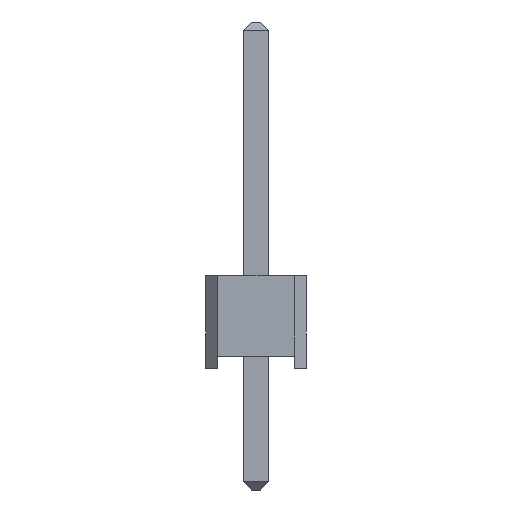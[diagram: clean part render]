
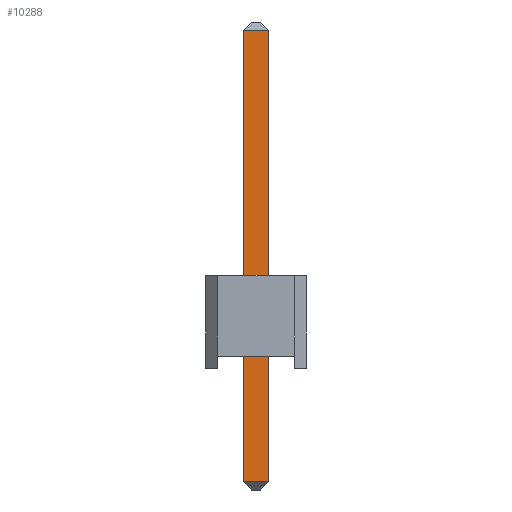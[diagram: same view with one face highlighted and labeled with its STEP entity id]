
A CAD part, left-side view. The second image highlights one B-rep face of the part: STEP entity #10288.
In plain terms, the highlighted planar face has unit normal (-1, 0, 0).
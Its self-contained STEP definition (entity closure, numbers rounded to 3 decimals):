
#9935 = PLANE('',#9936);
#9936 = AXIS2_PLACEMENT_3D('',#9937,#9938,#9939);
#9937 = CARTESIAN_POINT('',(-0.32,0.32,-3.));
#9938 = DIRECTION('',(-0.,1.,0.));
#9939 = DIRECTION('',(0.,0.,1.));
#9960 = VERTEX_POINT('',#9961);
#9961 = CARTESIAN_POINT('',(-0.32,0.32,-2.8));
#9987 = EDGE_CURVE('',#9960,#9988,#9990,.T.);
#9988 = VERTEX_POINT('',#9989);
#9989 = CARTESIAN_POINT('',(-0.32,0.32,8.34));
#9990 = SURFACE_CURVE('',#9991,(#9995,#10002),.PCURVE_S1.);
#9991 = LINE('',#9992,#9993);
#9992 = CARTESIAN_POINT('',(-0.32,0.32,-3.));
#9993 = VECTOR('',#9994,1.);
#9994 = DIRECTION('',(0.,-0.,1.));
#9995 = PCURVE('',#9935,#9996);
#9996 = DEFINITIONAL_REPRESENTATION('',(#9997),#10001);
#9997 = LINE('',#9998,#9999);
#9998 = CARTESIAN_POINT('',(0.,0.));
#9999 = VECTOR('',#10000,1.);
#10000 = DIRECTION('',(1.,0.));
#10001 = ( GEOMETRIC_REPRESENTATION_CONTEXT(2) 
PARAMETRIC_REPRESENTATION_CONTEXT() REPRESENTATION_CONTEXT('2D SPACE',''
  ) );
#10002 = PCURVE('',#10003,#10008);
#10003 = PLANE('',#10004);
#10004 = AXIS2_PLACEMENT_3D('',#10005,#10006,#10007);
#10005 = CARTESIAN_POINT('',(-0.32,-0.32,-3.));
#10006 = DIRECTION('',(-1.,0.,0.));
#10007 = DIRECTION('',(0.,0.,1.));
#10008 = DEFINITIONAL_REPRESENTATION('',(#10009),#10013);
#10009 = LINE('',#10010,#10011);
#10010 = CARTESIAN_POINT('',(0.,0.64));
#10011 = VECTOR('',#10012,1.);
#10012 = DIRECTION('',(1.,0.));
#10013 = ( GEOMETRIC_REPRESENTATION_CONTEXT(2) 
PARAMETRIC_REPRESENTATION_CONTEXT() REPRESENTATION_CONTEXT('2D SPACE',''
  ) );
#10115 = PLANE('',#10116);
#10116 = AXIS2_PLACEMENT_3D('',#10117,#10118,#10119);
#10117 = CARTESIAN_POINT('',(-0.22,-0.32,-2.9));
#10118 = DIRECTION('',(0.707,0.,0.707));
#10119 = DIRECTION('',(0.707,0.,-0.707));
#10148 = PLANE('',#10149);
#10149 = AXIS2_PLACEMENT_3D('',#10150,#10151,#10152);
#10150 = CARTESIAN_POINT('',(0.32,-0.32,-3.));
#10151 = DIRECTION('',(0.,-1.,0.));
#10152 = DIRECTION('',(0.,-0.,-1.));
#10228 = PLANE('',#10229);
#10229 = AXIS2_PLACEMENT_3D('',#10230,#10231,#10232);
#10230 = CARTESIAN_POINT('',(-0.22,-0.32,8.44));
#10231 = DIRECTION('',(-0.707,0.,0.707));
#10232 = DIRECTION('',(0.707,0.,0.707));
#10288 = ADVANCED_FACE('',(#10289),#10003,.T.);
#10289 = FACE_BOUND('',#10290,.T.);
#10290 = EDGE_LOOP('',(#10291,#10292,#10315,#10338));
#10291 = ORIENTED_EDGE('',*,*,#9987,.F.);
#10292 = ORIENTED_EDGE('',*,*,#10293,.T.);
#10293 = EDGE_CURVE('',#9960,#10294,#10296,.T.);
#10294 = VERTEX_POINT('',#10295);
#10295 = CARTESIAN_POINT('',(-0.32,-0.32,-2.8));
#10296 = SURFACE_CURVE('',#10297,(#10301,#10308),.PCURVE_S1.);
#10297 = LINE('',#10298,#10299);
#10298 = CARTESIAN_POINT('',(-0.32,-0.32,-2.8));
#10299 = VECTOR('',#10300,1.);
#10300 = DIRECTION('',(-0.,-1.,0.));
#10301 = PCURVE('',#10003,#10302);
#10302 = DEFINITIONAL_REPRESENTATION('',(#10303),#10307);
#10303 = LINE('',#10304,#10305);
#10304 = CARTESIAN_POINT('',(0.2,0.));
#10305 = VECTOR('',#10306,1.);
#10306 = DIRECTION('',(0.,-1.));
#10307 = ( GEOMETRIC_REPRESENTATION_CONTEXT(2) 
PARAMETRIC_REPRESENTATION_CONTEXT() REPRESENTATION_CONTEXT('2D SPACE',''
  ) );
#10308 = PCURVE('',#10115,#10309);
#10309 = DEFINITIONAL_REPRESENTATION('',(#10310),#10314);
#10310 = LINE('',#10311,#10312);
#10311 = CARTESIAN_POINT('',(-0.141,0.));
#10312 = VECTOR('',#10313,1.);
#10313 = DIRECTION('',(-0.,-1.));
#10314 = ( GEOMETRIC_REPRESENTATION_CONTEXT(2) 
PARAMETRIC_REPRESENTATION_CONTEXT() REPRESENTATION_CONTEXT('2D SPACE',''
  ) );
#10315 = ORIENTED_EDGE('',*,*,#10316,.T.);
#10316 = EDGE_CURVE('',#10294,#10317,#10319,.T.);
#10317 = VERTEX_POINT('',#10318);
#10318 = CARTESIAN_POINT('',(-0.32,-0.32,8.34));
#10319 = SURFACE_CURVE('',#10320,(#10324,#10331),.PCURVE_S1.);
#10320 = LINE('',#10321,#10322);
#10321 = CARTESIAN_POINT('',(-0.32,-0.32,-3.));
#10322 = VECTOR('',#10323,1.);
#10323 = DIRECTION('',(0.,0.,1.));
#10324 = PCURVE('',#10003,#10325);
#10325 = DEFINITIONAL_REPRESENTATION('',(#10326),#10330);
#10326 = LINE('',#10327,#10328);
#10327 = CARTESIAN_POINT('',(0.,0.));
#10328 = VECTOR('',#10329,1.);
#10329 = DIRECTION('',(1.,0.));
#10330 = ( GEOMETRIC_REPRESENTATION_CONTEXT(2) 
PARAMETRIC_REPRESENTATION_CONTEXT() REPRESENTATION_CONTEXT('2D SPACE',''
  ) );
#10331 = PCURVE('',#10148,#10332);
#10332 = DEFINITIONAL_REPRESENTATION('',(#10333),#10337);
#10333 = LINE('',#10334,#10335);
#10334 = CARTESIAN_POINT('',(-0.,-0.64));
#10335 = VECTOR('',#10336,1.);
#10336 = DIRECTION('',(-1.,0.));
#10337 = ( GEOMETRIC_REPRESENTATION_CONTEXT(2) 
PARAMETRIC_REPRESENTATION_CONTEXT() REPRESENTATION_CONTEXT('2D SPACE',''
  ) );
#10338 = ORIENTED_EDGE('',*,*,#10339,.T.);
#10339 = EDGE_CURVE('',#10317,#9988,#10340,.T.);
#10340 = SURFACE_CURVE('',#10341,(#10345,#10352),.PCURVE_S1.);
#10341 = LINE('',#10342,#10343);
#10342 = CARTESIAN_POINT('',(-0.32,-0.32,8.34));
#10343 = VECTOR('',#10344,1.);
#10344 = DIRECTION('',(0.,1.,-0.));
#10345 = PCURVE('',#10003,#10346);
#10346 = DEFINITIONAL_REPRESENTATION('',(#10347),#10351);
#10347 = LINE('',#10348,#10349);
#10348 = CARTESIAN_POINT('',(11.34,0.));
#10349 = VECTOR('',#10350,1.);
#10350 = DIRECTION('',(0.,1.));
#10351 = ( GEOMETRIC_REPRESENTATION_CONTEXT(2) 
PARAMETRIC_REPRESENTATION_CONTEXT() REPRESENTATION_CONTEXT('2D SPACE',''
  ) );
#10352 = PCURVE('',#10228,#10353);
#10353 = DEFINITIONAL_REPRESENTATION('',(#10354),#10358);
#10354 = LINE('',#10355,#10356);
#10355 = CARTESIAN_POINT('',(-0.141,0.));
#10356 = VECTOR('',#10357,1.);
#10357 = DIRECTION('',(0.,1.));
#10358 = ( GEOMETRIC_REPRESENTATION_CONTEXT(2) 
PARAMETRIC_REPRESENTATION_CONTEXT() REPRESENTATION_CONTEXT('2D SPACE',''
  ) );
